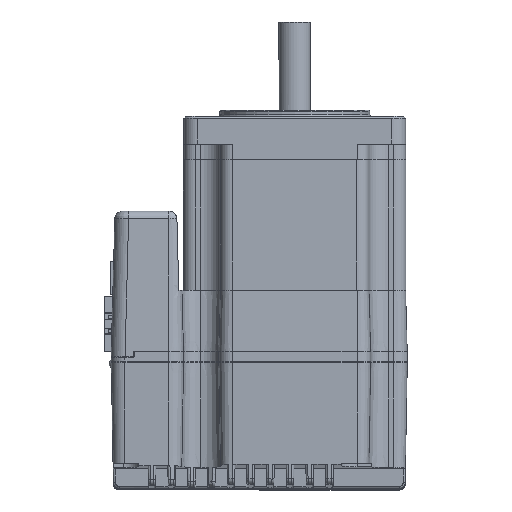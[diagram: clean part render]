
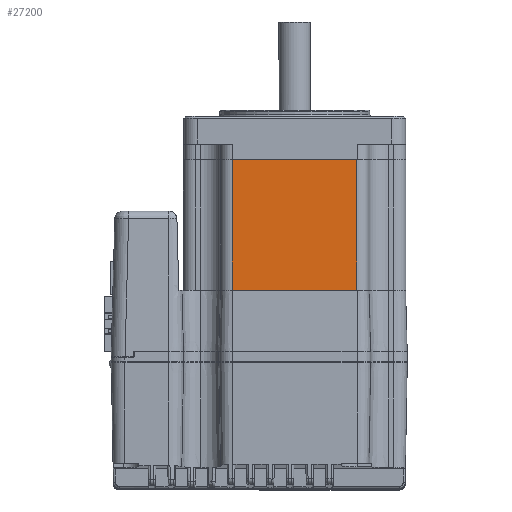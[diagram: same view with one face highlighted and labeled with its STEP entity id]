
A CAD part, top view. The second image highlights one B-rep face of the part: STEP entity #27200.
In plain terms, the highlighted planar face has unit normal (0, 0, 1).
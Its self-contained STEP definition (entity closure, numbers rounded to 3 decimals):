
#6008 = VERTEX_POINT ( 'NONE', #16317 ) ;
#6047 = VERTEX_POINT ( 'NONE', #16325 ) ;
#6086 = VERTEX_POINT ( 'NONE', #16336 ) ;
#6117 = VERTEX_POINT ( 'NONE', #16345 ) ;
#16317 = CARTESIAN_POINT ( 'NONE',  ( -15.495, -14.977, 33.007 ) ) ;
#16325 = CARTESIAN_POINT ( 'NONE',  ( 16.105, -47.977, 33.007 ) ) ;
#16336 = CARTESIAN_POINT ( 'NONE',  ( 16.105, -14.977, 33.007 ) ) ;
#16345 = CARTESIAN_POINT ( 'NONE',  ( -15.495, -47.977, 33.007 ) ) ;
#23445 = ORIENTED_EDGE ( 'NONE', *, *, #32083, .F. ) ;
#23446 = ORIENTED_EDGE ( 'NONE', *, *, #32269, .T. ) ;
#23447 = ORIENTED_EDGE ( 'NONE', *, *, #32271, .T. ) ;
#23448 = ORIENTED_EDGE ( 'NONE', *, *, #32267, .F. ) ;
#27200 = ADVANCED_FACE ( 'NONE', ( #29222 ), #33676, .F. ) ;
#29222 = FACE_OUTER_BOUND ( 'NONE', #43493, .T. ) ;
#32083 = EDGE_CURVE ( 'NONE', #6047, #6117, #38288, .T. ) ;
#32267 = EDGE_CURVE ( 'NONE', #6117, #6008, #38334, .T. ) ;
#32269 = EDGE_CURVE ( 'NONE', #6086, #6008, #38335, .T. ) ;
#32271 = EDGE_CURVE ( 'NONE', #6047, #6086, #38336, .T. ) ;
#33676 = PLANE ( 'NONE',  #34557 ) ;
#33678 = CARTESIAN_POINT ( 'NONE',  ( 16.105, -47.977, 33.007 ) ) ;
#33680 = DIRECTION ( 'NONE',  ( 0., 0., -1. ) ) ;
#33682 = DIRECTION ( 'NONE',  ( 0., 1., 0. ) ) ;
#34557 = AXIS2_PLACEMENT_3D ( 'NONE', #33678, #33680, #33682 ) ;
#38288 = LINE ( 'NONE', #48824, #42566 ) ;
#38334 = LINE ( 'NONE', #49024, #42745 ) ;
#38335 = LINE ( 'NONE', #49026, #42747 ) ;
#38336 = LINE ( 'NONE', #49028, #42748 ) ;
#42566 = VECTOR ( 'NONE', #48825, 1000. ) ;
#42745 = VECTOR ( 'NONE', #49025, 1000. ) ;
#42747 = VECTOR ( 'NONE', #49027, 1000. ) ;
#42748 = VECTOR ( 'NONE', #49029, 1000. ) ;
#43493 = EDGE_LOOP ( 'NONE', ( #23446, #23448, #23445, #23447 ) ) ;
#48824 = CARTESIAN_POINT ( 'NONE',  ( 16.105, -47.977, 33.007 ) ) ;
#48825 = DIRECTION ( 'NONE',  ( -1., 0., 0. ) ) ;
#49024 = CARTESIAN_POINT ( 'NONE',  ( -15.495, -47.977, 33.007 ) ) ;
#49025 = DIRECTION ( 'NONE',  ( 0., 1., 0. ) ) ;
#49026 = CARTESIAN_POINT ( 'NONE',  ( 16.105, -14.977, 33.007 ) ) ;
#49027 = DIRECTION ( 'NONE',  ( -1., 0., 0. ) ) ;
#49028 = CARTESIAN_POINT ( 'NONE',  ( 16.105, -47.977, 33.007 ) ) ;
#49029 = DIRECTION ( 'NONE',  ( 0., 1., 0. ) ) ;
